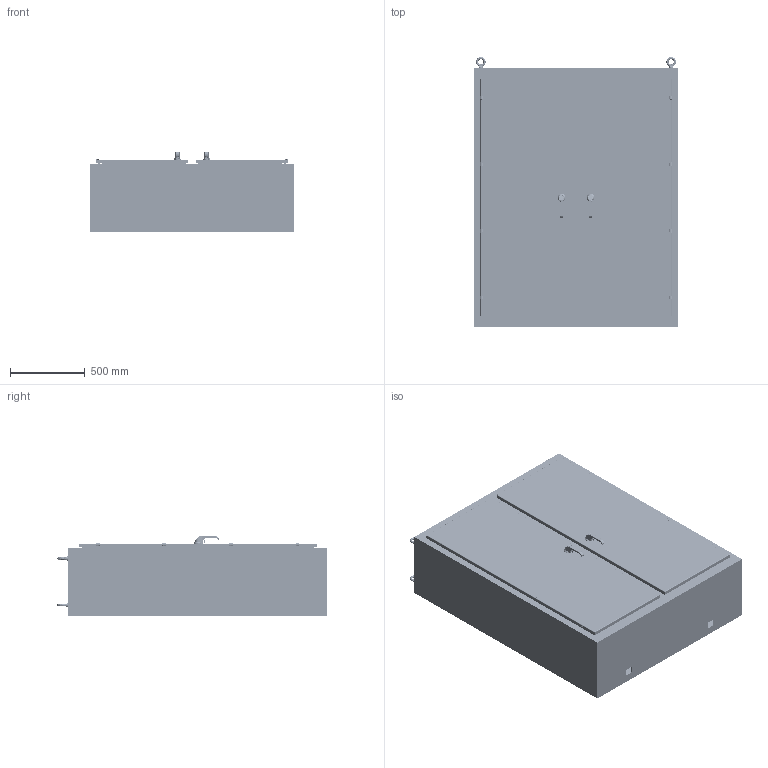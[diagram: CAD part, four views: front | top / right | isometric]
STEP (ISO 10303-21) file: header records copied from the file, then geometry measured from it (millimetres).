
FILE_DESCRIPTION (( 'STEP AP214' ), '1' );
FILE_NAME ('SCE-N68L5418.STEP', '2024-06-18T14:15:19', ( '' ), ( '' ), 'SwSTEP 2.0', 'SolidWorks 2023', '' );
FILE_SCHEMA (( 'AUTOMOTIVE_DESIGN' ));
Length unit declared in the file: inch
Products named in the file (1): SCE-N68L5418
Bounding box: 1365.25 x 1801.9 x 534.57 mm (x, y, z)
Volume: 22850491.3 mm3; surface area: 16956764.5 mm2
Topology: 48 solids, 56 shells, 7342 faces, 18900 edges, 11678 vertices
Faces by surface type: plane 3008, cylinder 2466, bspline 1467, cone 230, torus 171
Full cylindrical faces by diameter (mm): 1.016 x8, 3.978 x8, 4.318 x40, 4.978 x32, 5.016 x4, 5.207 x16, 5.232 x16, 5.537 x8, 6.096 x16, 6.198 x16, 6.35 x16, 9.525 x18, 10.323 x16, 11.112 x8, 11.113 x4, 11.25 x2, 15.24 x4, 16 x2, 29.8 x4
Entity records: 355830 total; most frequent: CARTESIAN_POINT 191139, ORIENTED_EDGE 36282, DIRECTION 30716, EDGE_CURVE 18141, VERTEX_POINT 11462, AXIS2_PLACEMENT_3D 10979, VECTOR 8758, LINE 8758
